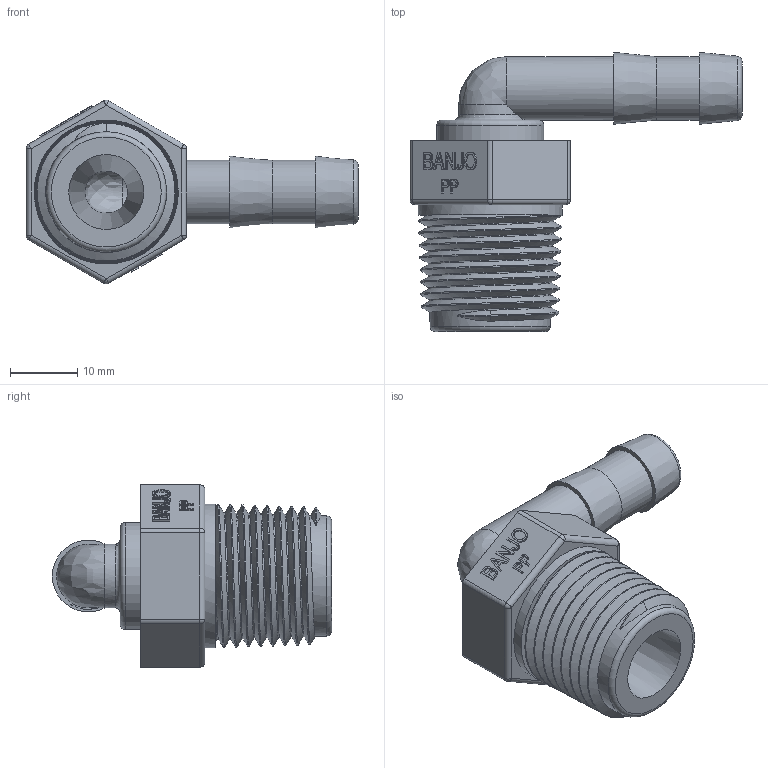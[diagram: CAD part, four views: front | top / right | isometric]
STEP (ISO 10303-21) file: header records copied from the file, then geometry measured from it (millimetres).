
FILE_DESCRIPTION(/* description */ ('1/2" NPT THD X 3/8" 90 HOSE BARB'),/* implementation_level */ '2;1');
FILE_NAME(/* name */ 'HB050-038-90.stp',/* time_stamp */ '2016-12-05T15:08:10-05:00',/* author */ ('DLC'),/* organization */ (''),/* preprocessor_version */ 'ST-DEVELOPER v16.5',/* originating_system */ 'Autodesk Inventor 2017',/* authorisation */ '');
FILE_SCHEMA (('AUTOMOTIVE_DESIGN { 1 0 10303 214 3 1 1 }'));
Length unit declared in the file: inch
Products named in the file (2): HB050/038-90; HB050/038-90U
Assembly tree (1 placements, depth 2):
  HB050/038-90
    HB050/038-90U
Bounding box: 49.24 x 41.4 x 27.25 mm (x, y, z)
Volume: 10638.7 mm3; surface area: 6513.6 mm2
Topology: 1 solids, 1 shells, 270 faces, 695 edges, 452 vertices
Faces by surface type: plane 124, bspline 95, cylinder 27, cone 14, sphere 6, torus 4
Full cylindrical faces by diameter (mm): 6.35 x2, 9.398 x2, 15.875 x1, 21.336 x1
Entity records: 19025 total; most frequent: CARTESIAN_POINT 13301, ORIENTED_EDGE 1292, DIRECTION 887, EDGE_CURVE 646, VERTEX_POINT 429, LINE 381, VECTOR 381, EDGE_LOOP 307
